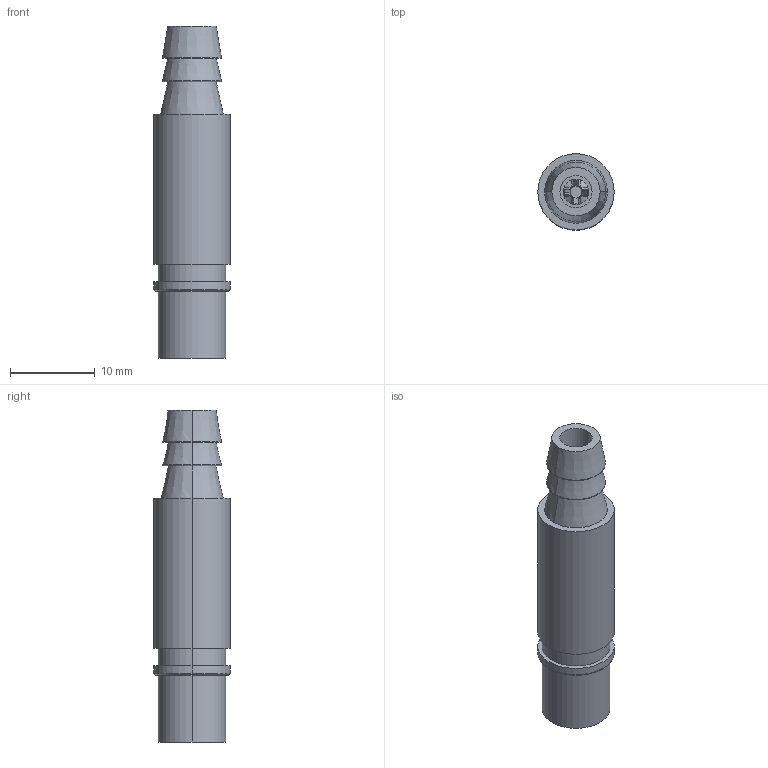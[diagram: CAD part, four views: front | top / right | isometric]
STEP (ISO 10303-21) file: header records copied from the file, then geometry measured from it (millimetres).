
FILE_DESCRIPTION((''),'2;1');
FILE_NAME('ASM0007_ASM_1_ASM_1_SW0001','2020-09-04T',('sy.ji'),(''),'PRO/ENGINEER BY PARAMETRIC TECHNOLOGY CORPORATION, 2012480','PRO/ENGINEER BY PARAMETRIC TECHNOLOGY CORPORATION, 2012480','');
FILE_SCHEMA(('CONFIG_CONTROL_DESIGN'));
Length unit declared in the file: millimetre
Products named in the file (1): ASM0007_ASM_1_ASM_1_SW0001
Bounding box: 9 x 9 x 39.15 mm (x, y, z)
Volume: 1272.5 mm3; surface area: 2208.3 mm2
Topology: 1 solids, 1 shells, 169 faces, 466 edges, 306 vertices
Faces by surface type: cylinder 54, plane 45, cone 38, torus 20, bspline 12
Entity records: 8881 total; most frequent: CARTESIAN_POINT 3529, ORIENTED_EDGE 932, DIRECTION 804, EDGE_CURVE 466, AXIS2_PLACEMENT_3D 354, VERTEX_POINT 306, CIRCLE 197, EDGE_LOOP 186
